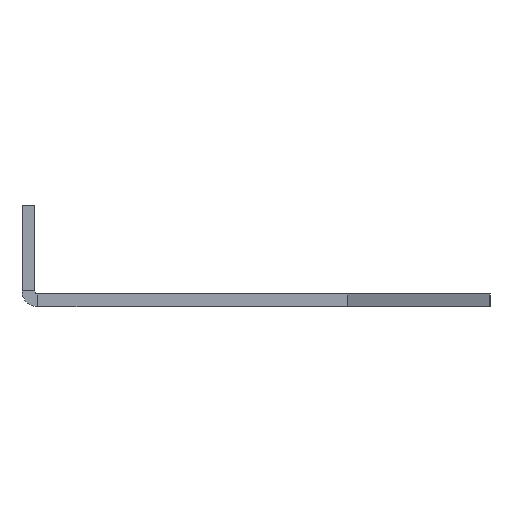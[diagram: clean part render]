
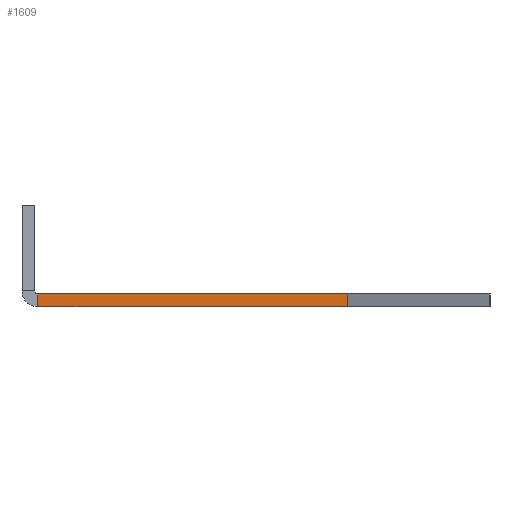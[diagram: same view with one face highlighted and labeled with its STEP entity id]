
A CAD part, left-side view. The second image highlights one B-rep face of the part: STEP entity #1609.
In plain terms, the highlighted planar face has unit normal (-1, 0, 0).
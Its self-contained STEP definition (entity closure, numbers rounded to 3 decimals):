
#106 = CARTESIAN_POINT ( 'NONE',  ( -130., 56.088, 0. ) ) ;
#150 = LINE ( 'NONE', #7465, #2702 ) ;
#201 = DIRECTION ( 'NONE',  ( 0., -1., 0. ) ) ;
#272 = VECTOR ( 'NONE', #201, 1000. ) ;
#629 = ORIENTED_EDGE ( 'NONE', *, *, #7810, .T. ) ;
#997 = EDGE_CURVE ( 'NONE', #7571, #4604, #5760, .T. ) ;
#1549 = VERTEX_POINT ( 'NONE', #4812 ) ;
#1609 = ADVANCED_FACE ( 'NONE', ( #5149 ), #4686, .T. ) ;
#1671 = EDGE_CURVE ( 'NONE', #4604, #6783, #150, .T. ) ;
#2150 = EDGE_CURVE ( 'NONE', #1549, #6783, #6282, .T. ) ;
#2384 = VECTOR ( 'NONE', #2805, 1000. ) ;
#2702 = VECTOR ( 'NONE', #4417, 1000. ) ;
#2805 = DIRECTION ( 'NONE',  ( 0., 0., -1. ) ) ;
#4417 = DIRECTION ( 'NONE',  ( 0., 0., 1. ) ) ;
#4604 = VERTEX_POINT ( 'NONE', #7920 ) ;
#4686 = PLANE ( 'NONE',  #6254 ) ;
#4812 = CARTESIAN_POINT ( 'NONE',  ( -130., 56.088, 0. ) ) ;
#5102 = CARTESIAN_POINT ( 'NONE',  ( -130., 56.088, -3.175 ) ) ;
#5149 = FACE_OUTER_BOUND ( 'NONE', #7538, .T. ) ;
#5358 = DIRECTION ( 'NONE',  ( -1., 0., 0. ) ) ;
#5560 = CARTESIAN_POINT ( 'NONE',  ( -130., -20., 0. ) ) ;
#5760 = LINE ( 'NONE', #6990, #272 ) ;
#6251 = ORIENTED_EDGE ( 'NONE', *, *, #997, .T. ) ;
#6254 = AXIS2_PLACEMENT_3D ( 'NONE', #7335, #5358, #8044 ) ;
#6282 = LINE ( 'NONE', #5560, #6291 ) ;
#6291 = VECTOR ( 'NONE', #7149, 1000. ) ;
#6541 = CARTESIAN_POINT ( 'NONE',  ( -130., -20., 0. ) ) ;
#6783 = VERTEX_POINT ( 'NONE', #6541 ) ;
#6990 = CARTESIAN_POINT ( 'NONE',  ( -130., -20., -3.175 ) ) ;
#7149 = DIRECTION ( 'NONE',  ( 0., -1., 0. ) ) ;
#7234 = ORIENTED_EDGE ( 'NONE', *, *, #2150, .F. ) ;
#7335 = CARTESIAN_POINT ( 'NONE',  ( -130., -20., -3.175 ) ) ;
#7465 = CARTESIAN_POINT ( 'NONE',  ( -130., -20., -3.175 ) ) ;
#7520 = ORIENTED_EDGE ( 'NONE', *, *, #1671, .T. ) ;
#7538 = EDGE_LOOP ( 'NONE', ( #7234, #629, #6251, #7520 ) ) ;
#7571 = VERTEX_POINT ( 'NONE', #5102 ) ;
#7810 = EDGE_CURVE ( 'NONE', #1549, #7571, #7886, .T. ) ;
#7886 = LINE ( 'NONE', #106, #2384 ) ;
#7920 = CARTESIAN_POINT ( 'NONE',  ( -130., -20., -3.175 ) ) ;
#8044 = DIRECTION ( 'NONE',  ( 0., 0., 1. ) ) ;
